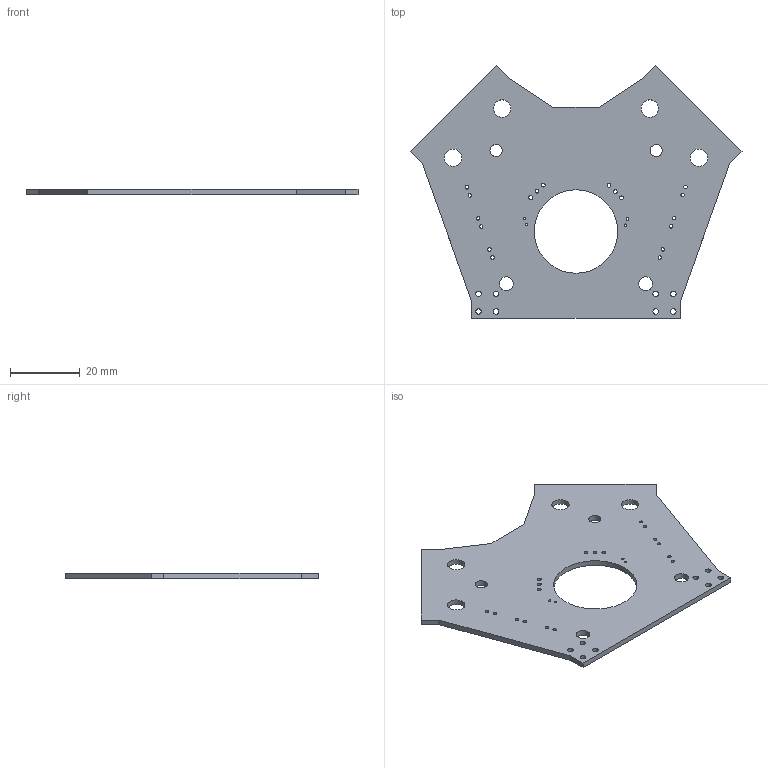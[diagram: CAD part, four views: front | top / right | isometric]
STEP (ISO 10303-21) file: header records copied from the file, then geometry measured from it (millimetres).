
FILE_DESCRIPTION(('KiCad electronic assembly'),'2;1');
FILE_NAME('V8_controller1.0.step','2022-10-08T01:22:24',('Pcbnew'),( 'Kicad'),'Open CASCADE STEP processor 7.6','KiCad to STEP converter' ,'Unknown');
FILE_SCHEMA(('AUTOMOTIVE_DESIGN { 1 0 10303 214 1 1 1 1 }'));
Length unit declared in the file: millimetre
Products named in the file (2): V8_controller1.0 1; V8_controller1.0 PCB
Assembly tree (1 placements, depth 2):
  V8_controller1.0 1
    V8_controller1.0 PCB
Bounding box: 95.46 x 72.73 x 1.6 mm (x, y, z)
Volume: 6917.2 mm3; surface area: 9575.5 mm2
Topology: 1 solids, 1 shells, 55 faces, 159 edges, 106 vertices
Faces by surface type: cylinder 39, plane 16
Full cylindrical faces by diameter (mm): 0.7 x4, 1 x12, 1.1 x6, 1.6 x8, 3.5 x2, 4 x2, 5 x4, 24 x1
Entity records: 4355 total; most frequent: CARTESIAN_POINT 1108, DIRECTION 591, LINE 321, VECTOR 321, ORIENTED_EDGE 318, PCURVE 318, DEFINITIONAL_REPRESENTATION 318, EDGE_CURVE 159
